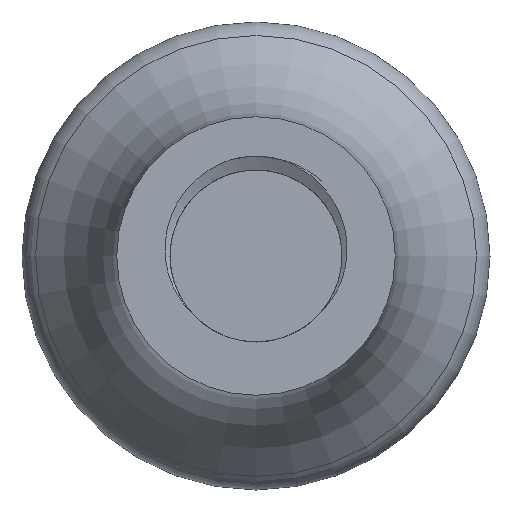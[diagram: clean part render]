
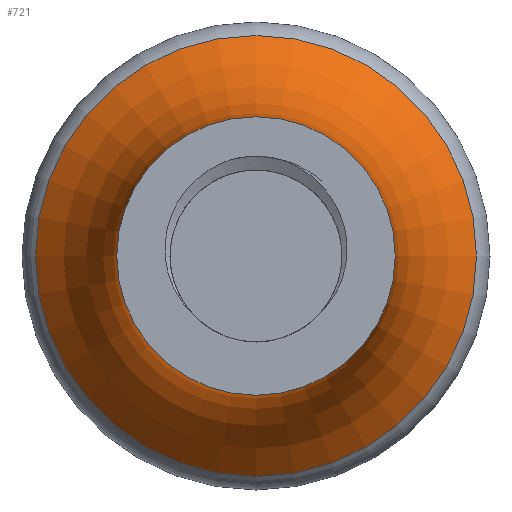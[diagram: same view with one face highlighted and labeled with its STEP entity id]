
A CAD part, front view. The second image highlights one B-rep face of the part: STEP entity #721.
In plain terms, the highlighted toroidal (fillet/blend) face has major radius 47.85 mm and minor radius 30 mm.
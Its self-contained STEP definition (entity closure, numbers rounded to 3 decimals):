
#26=TOROIDAL_SURFACE('',#790,47.85,30.);
#67=FACE_OUTER_BOUND('',#108,.T.);
#108=EDGE_LOOP('',(#553,#554,#555,#556,#557,#558));
#131=CIRCLE('',#783,28.264);
#134=CIRCLE('',#786,28.264);
#137=CIRCLE('',#791,17.85);
#138=CIRCLE('',#792,17.85);
#139=CIRCLE('',#793,30.);
#317=VERTEX_POINT('',#2189);
#318=VERTEX_POINT('',#2190);
#322=VERTEX_POINT('',#2203);
#323=VERTEX_POINT('',#2204);
#411=EDGE_CURVE('',#317,#318,#131,.T.);
#414=EDGE_CURVE('',#318,#317,#134,.T.);
#418=EDGE_CURVE('',#322,#323,#137,.T.);
#419=EDGE_CURVE('',#323,#322,#138,.T.);
#420=EDGE_CURVE('',#322,#317,#139,.T.);
#553=ORIENTED_EDGE('',*,*,#418,.T.);
#554=ORIENTED_EDGE('',*,*,#419,.T.);
#555=ORIENTED_EDGE('',*,*,#420,.T.);
#556=ORIENTED_EDGE('',*,*,#414,.F.);
#557=ORIENTED_EDGE('',*,*,#411,.F.);
#558=ORIENTED_EDGE('',*,*,#420,.F.);
#721=ADVANCED_FACE('',(#67),#26,.F.);
#783=AXIS2_PLACEMENT_3D('',#2191,#901,#902);
#786=AXIS2_PLACEMENT_3D('',#2195,#907,#908);
#790=AXIS2_PLACEMENT_3D('',#2202,#916,#917);
#791=AXIS2_PLACEMENT_3D('',#2205,#918,#919);
#792=AXIS2_PLACEMENT_3D('',#2206,#920,#921);
#793=AXIS2_PLACEMENT_3D('',#2207,#922,#923);
#901=DIRECTION('center_axis',(0.,1.,0.));
#902=DIRECTION('ref_axis',(-1.,0.,0.));
#907=DIRECTION('center_axis',(0.,1.,0.));
#908=DIRECTION('ref_axis',(-1.,0.,0.));
#916=DIRECTION('center_axis',(0.,1.,0.));
#917=DIRECTION('ref_axis',(-1.,0.,0.));
#918=DIRECTION('center_axis',(0.,1.,0.));
#919=DIRECTION('ref_axis',(-1.,0.,0.));
#920=DIRECTION('center_axis',(0.,1.,0.));
#921=DIRECTION('ref_axis',(-1.,0.,0.));
#922=DIRECTION('center_axis',(0.,0.,-1.));
#923=DIRECTION('ref_axis',(1.,0.,0.));
#2189=CARTESIAN_POINT('',(28.264,-5.387,0.));
#2190=CARTESIAN_POINT('',(0.,-5.387,28.264));
#2191=CARTESIAN_POINT('Origin',(0.,-5.387,0.));
#2195=CARTESIAN_POINT('Origin',(0.,-5.387,0.));
#2202=CARTESIAN_POINT('Origin',(0.,-28.112,0.));
#2203=CARTESIAN_POINT('',(17.85,-28.112,0.));
#2204=CARTESIAN_POINT('',(-17.85,-28.112,0.));
#2205=CARTESIAN_POINT('Origin',(0.,-28.112,0.));
#2206=CARTESIAN_POINT('Origin',(0.,-28.112,0.));
#2207=CARTESIAN_POINT('Origin',(47.85,-28.112,0.));
